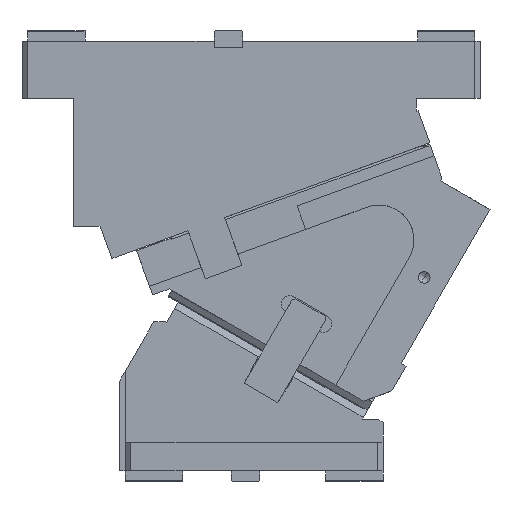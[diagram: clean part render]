
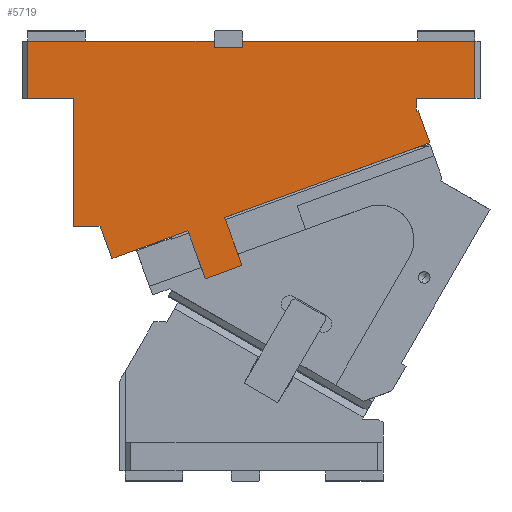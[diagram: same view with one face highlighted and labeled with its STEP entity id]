
A CAD part, front view. The second image highlights one B-rep face of the part: STEP entity #5719.
In plain terms, the highlighted planar face has unit normal (0, -1, 0).
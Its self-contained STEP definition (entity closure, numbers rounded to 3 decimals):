
#270=CARTESIAN_POINT('Vertex',(45.,-150.,-50.)) ;
#273=CARTESIAN_POINT('Line Origine',(25.,-150.,-50.)) ;
#277=CARTESIAN_POINT('Vertex',(5.,-150.,-50.)) ;
#702=CARTESIAN_POINT('Vertex',(5.,-150.,0.)) ;
#705=CARTESIAN_POINT('Line Origine',(86.25,-150.,0.)) ;
#709=CARTESIAN_POINT('Vertex',(167.5,-150.,0.)) ;
#807=CARTESIAN_POINT('Line Origine',(5.,-150.,-25.)) ;
#2087=CARTESIAN_POINT('Vertex',(395.,-150.,0.)) ;
#2090=CARTESIAN_POINT('Line Origine',(395.,-150.,-25.)) ;
#2094=CARTESIAN_POINT('Vertex',(395.,-150.,-50.)) ;
#2494=CARTESIAN_POINT('Line Origine',(369.5,-150.,-50.)) ;
#2498=CARTESIAN_POINT('Vertex',(344.,-150.,-50.)) ;
#2552=CARTESIAN_POINT('Vertex',(344.,-150.,-61.133)) ;
#2555=CARTESIAN_POINT('Line Origine',(344.712,-150.,-60.873)) ;
#2559=CARTESIAN_POINT('Vertex',(345.425,-150.,-60.614)) ;
#2591=CARTESIAN_POINT('Vertex',(355.686,-150.,-88.805)) ;
#2601=CARTESIAN_POINT('Line Origine',(350.555,-150.,-74.71)) ;
#2624=CARTESIAN_POINT('Vertex',(191.894,-150.,-195.776)) ;
#2627=CARTESIAN_POINT('Line Origine',(175.919,-150.,-201.59)) ;
#2631=CARTESIAN_POINT('Vertex',(159.944,-150.,-207.405)) ;
#2672=CARTESIAN_POINT('Line Origine',(152.334,-150.,-186.497)) ;
#2676=CARTESIAN_POINT('Vertex',(144.725,-150.,-165.588)) ;
#2781=CARTESIAN_POINT('Vertex',(176.674,-150.,-153.96)) ;
#2784=CARTESIAN_POINT('Line Origine',(184.284,-150.,-174.868)) ;
#2816=CARTESIAN_POINT('Vertex',(66.869,-150.,-162.)) ;
#2819=CARTESIAN_POINT('Line Origine',(55.935,-150.,-162.)) ;
#2823=CARTESIAN_POINT('Vertex',(45.,-150.,-162.)) ;
#2942=CARTESIAN_POINT('Vertex',(68.216,-150.,-161.51)) ;
#2945=CARTESIAN_POINT('Line Origine',(67.543,-150.,-161.755)) ;
#3051=CARTESIAN_POINT('Vertex',(78.476,-150.,-189.701)) ;
#3054=CARTESIAN_POINT('Line Origine',(73.346,-150.,-175.605)) ;
#3512=CARTESIAN_POINT('Line Origine',(266.18,-150.,-121.382)) ;
#3517=CARTESIAN_POINT('Line Origine',(134.153,-150.,-169.436)) ;
#3521=CARTESIAN_POINT('Vertex',(123.581,-150.,-173.284)) ;
#3524=CARTESIAN_POINT('Line Origine',(101.029,-150.,-181.492)) ;
#3645=CARTESIAN_POINT('Line Origine',(344.,-150.,-55.566)) ;
#5437=CARTESIAN_POINT('Vertex',(192.5,-150.,0.)) ;
#5440=CARTESIAN_POINT('Line Origine',(293.75,-150.,0.)) ;
#5649=CARTESIAN_POINT('Line Origine',(45.,-150.,-106.)) ;
#5671=CARTESIAN_POINT('Axis2P3D Location',(0.,-150.,0.)) ;
#5676=CARTESIAN_POINT('Line Origine',(167.5,-150.,-3.)) ;
#5680=CARTESIAN_POINT('Vertex',(167.5,-150.,-6.)) ;
#5683=CARTESIAN_POINT('Line Origine',(192.5,-150.,-3.)) ;
#5687=CARTESIAN_POINT('Vertex',(192.5,-150.,-6.)) ;
#5690=CARTESIAN_POINT('Line Origine',(180.,-150.,-6.)) ;
#274=DIRECTION('Vector Direction',(1.,0.,0.)) ;
#706=DIRECTION('Vector Direction',(1.,0.,0.)) ;
#808=DIRECTION('Vector Direction',(0.,0.,-1.)) ;
#2091=DIRECTION('Vector Direction',(0.,0.,1.)) ;
#2495=DIRECTION('Vector Direction',(-1.,0.,0.)) ;
#2556=DIRECTION('Vector Direction',(0.94,0.,0.342)) ;
#2602=DIRECTION('Vector Direction',(0.342,0.,-0.94)) ;
#2628=DIRECTION('Vector Direction',(0.94,0.,0.342)) ;
#2673=DIRECTION('Vector Direction',(-0.342,0.,0.94)) ;
#2785=DIRECTION('Vector Direction',(-0.342,0.,0.94)) ;
#2820=DIRECTION('Vector Direction',(-1.,0.,0.)) ;
#2946=DIRECTION('Vector Direction',(-0.94,0.,-0.342)) ;
#3055=DIRECTION('Vector Direction',(0.342,0.,-0.94)) ;
#3513=DIRECTION('Vector Direction',(-0.94,0.,-0.342)) ;
#3518=DIRECTION('Vector Direction',(-0.94,0.,-0.342)) ;
#3525=DIRECTION('Vector Direction',(0.94,0.,0.342)) ;
#3646=DIRECTION('Vector Direction',(0.,0.,-1.)) ;
#5441=DIRECTION('Vector Direction',(1.,0.,0.)) ;
#5650=DIRECTION('Vector Direction',(0.,0.,-1.)) ;
#5672=DIRECTION('Axis2P3D Direction',(0.,1.,0.)) ;
#5673=DIRECTION('Axis2P3D XDirection',(0.,0.,1.)) ;
#5677=DIRECTION('Vector Direction',(0.,0.,1.)) ;
#5684=DIRECTION('Vector Direction',(0.,0.,-1.)) ;
#5691=DIRECTION('Vector Direction',(1.,0.,0.)) ;
#5674=AXIS2_PLACEMENT_3D('Plane Axis2P3D',#5671,#5672,#5673) ;
#5696=ORIENTED_EDGE('',*,*,#5682,.T.) ;
#5697=ORIENTED_EDGE('',*,*,#711,.F.) ;
#5698=ORIENTED_EDGE('',*,*,#811,.T.) ;
#5699=ORIENTED_EDGE('',*,*,#279,.T.) ;
#5700=ORIENTED_EDGE('',*,*,#5653,.T.) ;
#5701=ORIENTED_EDGE('',*,*,#2825,.F.) ;
#5702=ORIENTED_EDGE('',*,*,#2949,.F.) ;
#5703=ORIENTED_EDGE('',*,*,#3058,.T.) ;
#5704=ORIENTED_EDGE('',*,*,#3528,.T.) ;
#5705=ORIENTED_EDGE('',*,*,#3523,.T.) ;
#5706=ORIENTED_EDGE('',*,*,#2678,.F.) ;
#5707=ORIENTED_EDGE('',*,*,#2633,.T.) ;
#5708=ORIENTED_EDGE('',*,*,#2788,.T.) ;
#5709=ORIENTED_EDGE('',*,*,#3516,.T.) ;
#5710=ORIENTED_EDGE('',*,*,#2605,.T.) ;
#5711=ORIENTED_EDGE('',*,*,#2561,.T.) ;
#5712=ORIENTED_EDGE('',*,*,#3649,.F.) ;
#5713=ORIENTED_EDGE('',*,*,#2500,.F.) ;
#5714=ORIENTED_EDGE('',*,*,#2096,.T.) ;
#5715=ORIENTED_EDGE('',*,*,#5444,.F.) ;
#5716=ORIENTED_EDGE('',*,*,#5689,.T.) ;
#5717=ORIENTED_EDGE('',*,*,#5694,.F.) ;
#275=VECTOR('Line Direction',#274,1.) ;
#707=VECTOR('Line Direction',#706,1.) ;
#809=VECTOR('Line Direction',#808,1.) ;
#2092=VECTOR('Line Direction',#2091,1.) ;
#2496=VECTOR('Line Direction',#2495,1.) ;
#2557=VECTOR('Line Direction',#2556,1.) ;
#2603=VECTOR('Line Direction',#2602,1.) ;
#2629=VECTOR('Line Direction',#2628,1.) ;
#2674=VECTOR('Line Direction',#2673,1.) ;
#2786=VECTOR('Line Direction',#2785,1.) ;
#2821=VECTOR('Line Direction',#2820,1.) ;
#2947=VECTOR('Line Direction',#2946,1.) ;
#3056=VECTOR('Line Direction',#3055,1.) ;
#3514=VECTOR('Line Direction',#3513,1.) ;
#3519=VECTOR('Line Direction',#3518,1.) ;
#3526=VECTOR('Line Direction',#3525,1.) ;
#3647=VECTOR('Line Direction',#3646,1.) ;
#5442=VECTOR('Line Direction',#5441,1.) ;
#5651=VECTOR('Line Direction',#5650,1.) ;
#5678=VECTOR('Line Direction',#5677,1.) ;
#5685=VECTOR('Line Direction',#5684,1.) ;
#5692=VECTOR('Line Direction',#5691,1.) ;
#5719=ADVANCED_FACE('CAM HOLDER',(#5718),#5675,.F.) ;
#279=EDGE_CURVE('',#278,#271,#276,.T.) ;
#711=EDGE_CURVE('',#703,#710,#708,.T.) ;
#811=EDGE_CURVE('',#703,#278,#810,.T.) ;
#2096=EDGE_CURVE('',#2095,#2088,#2093,.T.) ;
#2500=EDGE_CURVE('',#2095,#2499,#2497,.T.) ;
#2561=EDGE_CURVE('',#2560,#2553,#2558,.F.) ;
#2605=EDGE_CURVE('',#2592,#2560,#2604,.F.) ;
#2633=EDGE_CURVE('',#2632,#2625,#2630,.T.) ;
#2678=EDGE_CURVE('',#2632,#2677,#2675,.T.) ;
#2788=EDGE_CURVE('',#2625,#2782,#2787,.T.) ;
#2825=EDGE_CURVE('',#2817,#2824,#2822,.T.) ;
#2949=EDGE_CURVE('',#2943,#2817,#2948,.T.) ;
#3058=EDGE_CURVE('',#2943,#3052,#3057,.T.) ;
#3516=EDGE_CURVE('',#2782,#2592,#3515,.F.) ;
#3523=EDGE_CURVE('',#3522,#2677,#3520,.F.) ;
#3528=EDGE_CURVE('',#3052,#3522,#3527,.T.) ;
#3649=EDGE_CURVE('',#2499,#2553,#3648,.T.) ;
#5444=EDGE_CURVE('',#5438,#2088,#5443,.T.) ;
#5653=EDGE_CURVE('',#271,#2824,#5652,.T.) ;
#5682=EDGE_CURVE('',#5681,#710,#5679,.T.) ;
#5689=EDGE_CURVE('',#5438,#5688,#5686,.T.) ;
#5694=EDGE_CURVE('',#5681,#5688,#5693,.T.) ;
#5695=EDGE_LOOP('',(#5696,#5697,#5698,#5699,#5700,#5701,#5702,#5703,#5704,#5705,#5706,#5707,#5708,#5709,#5710,#5711,#5712,#5713,#5714,#5715,#5716,#5717)) ;
#5718=FACE_OUTER_BOUND('',#5695,.T.) ;
#276=LINE('Line',#273,#275) ;
#708=LINE('Line',#705,#707) ;
#810=LINE('Line',#807,#809) ;
#2093=LINE('Line',#2090,#2092) ;
#2497=LINE('Line',#2494,#2496) ;
#2558=LINE('Line',#2555,#2557) ;
#2604=LINE('Line',#2601,#2603) ;
#2630=LINE('Line',#2627,#2629) ;
#2675=LINE('Line',#2672,#2674) ;
#2787=LINE('Line',#2784,#2786) ;
#2822=LINE('Line',#2819,#2821) ;
#2948=LINE('Line',#2945,#2947) ;
#3057=LINE('Line',#3054,#3056) ;
#3515=LINE('Line',#3512,#3514) ;
#3520=LINE('Line',#3517,#3519) ;
#3527=LINE('Line',#3524,#3526) ;
#3648=LINE('Line',#3645,#3647) ;
#5443=LINE('Line',#5440,#5442) ;
#5652=LINE('Line',#5649,#5651) ;
#5679=LINE('Line',#5676,#5678) ;
#5686=LINE('Line',#5683,#5685) ;
#5693=LINE('Line',#5690,#5692) ;
#5675=PLANE('Plane',#5674) ;
#271=VERTEX_POINT('',#270) ;
#278=VERTEX_POINT('',#277) ;
#703=VERTEX_POINT('',#702) ;
#710=VERTEX_POINT('',#709) ;
#2088=VERTEX_POINT('',#2087) ;
#2095=VERTEX_POINT('',#2094) ;
#2499=VERTEX_POINT('',#2498) ;
#2553=VERTEX_POINT('',#2552) ;
#2560=VERTEX_POINT('',#2559) ;
#2592=VERTEX_POINT('',#2591) ;
#2625=VERTEX_POINT('',#2624) ;
#2632=VERTEX_POINT('',#2631) ;
#2677=VERTEX_POINT('',#2676) ;
#2782=VERTEX_POINT('',#2781) ;
#2817=VERTEX_POINT('',#2816) ;
#2824=VERTEX_POINT('',#2823) ;
#2943=VERTEX_POINT('',#2942) ;
#3052=VERTEX_POINT('',#3051) ;
#3522=VERTEX_POINT('',#3521) ;
#5438=VERTEX_POINT('',#5437) ;
#5681=VERTEX_POINT('',#5680) ;
#5688=VERTEX_POINT('',#5687) ;
